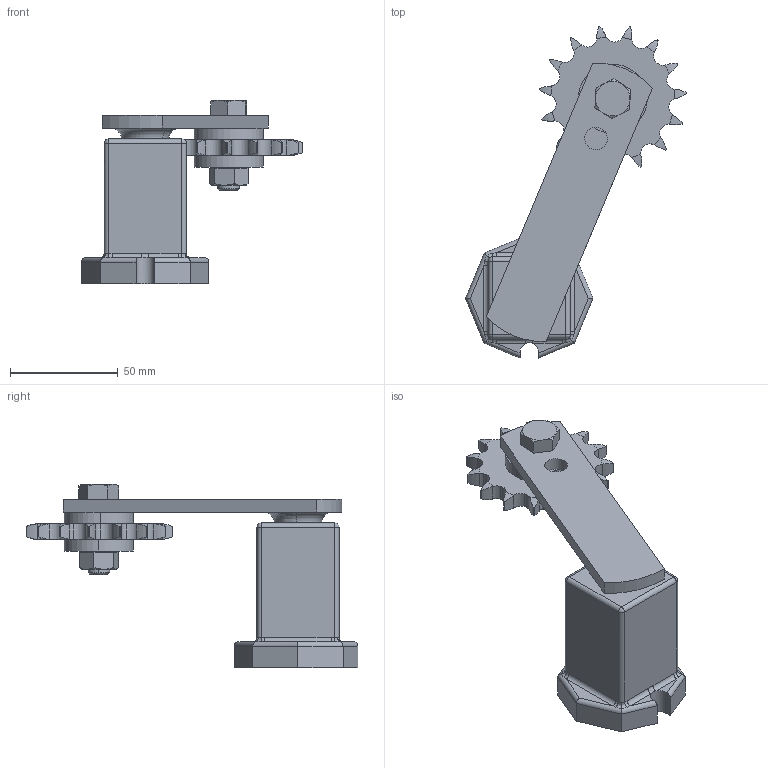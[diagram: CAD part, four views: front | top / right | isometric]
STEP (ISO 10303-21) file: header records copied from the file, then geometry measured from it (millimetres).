
FILE_DESCRIPTION (( 'STEP AP203' ), '1' );
FILE_NAME ('Tensioner TE4.STEP', '2025-08-15T11:42:16', ( '' ), ( '' ), 'SwSTEP 2.0', 'SolidWorks 2024', '' );
FILE_SCHEMA (( 'CONFIG_CONTROL_DESIGN' ));
Length unit declared in the file: millimetre
Products named in the file (7): european type roller chain wheel_s_din_Chain wheel DIN 8192 - A 15Z 08B-1 --15SA10N; hex nut style 1 gradeab_din_Hexagon Nut ISO 4032 - M10 - W - N; body_Výchozí; arm_Výchozí; bearing dimension_Výchozí; hex screw gradec_iso_ISO 4018 - M10 x 35-NC; Tensioner TE4
Assembly tree (7 placements, depth 2):
  Tensioner TE4
    body_Výchozí
    arm_Výchozí
    hex screw gradec_iso_ISO 4018 - M10 x 35-NC
    european type roller chain wheel_s_din_Chain wheel DIN 8192 - A 15Z 08B-1 --15SA10N
    bearing dimension_Výchozí  x2
    hex nut style 1 gradeab_din_Hexagon Nut ISO 4032 - M10 - W - N
Bounding box: 102.31 x 153.66 x 84.85 mm (x, y, z)
Volume: 162906.9 mm3; surface area: 43081.7 mm2
Topology: 7 solids, 7 shells, 251 faces, 632 edges, 393 vertices
Faces by surface type: cylinder 121, plane 57, torus 32, bspline 19, cone 18, sphere 4
Entity records: 9023 total; most frequent: CARTESIAN_POINT 2694, ORIENTED_EDGE 1232, DIRECTION 1102, EDGE_CURVE 616, AXIS2_PLACEMENT_3D 449, VERTEX_POINT 385, EDGE_LOOP 259, ADVANCED_FACE 245
